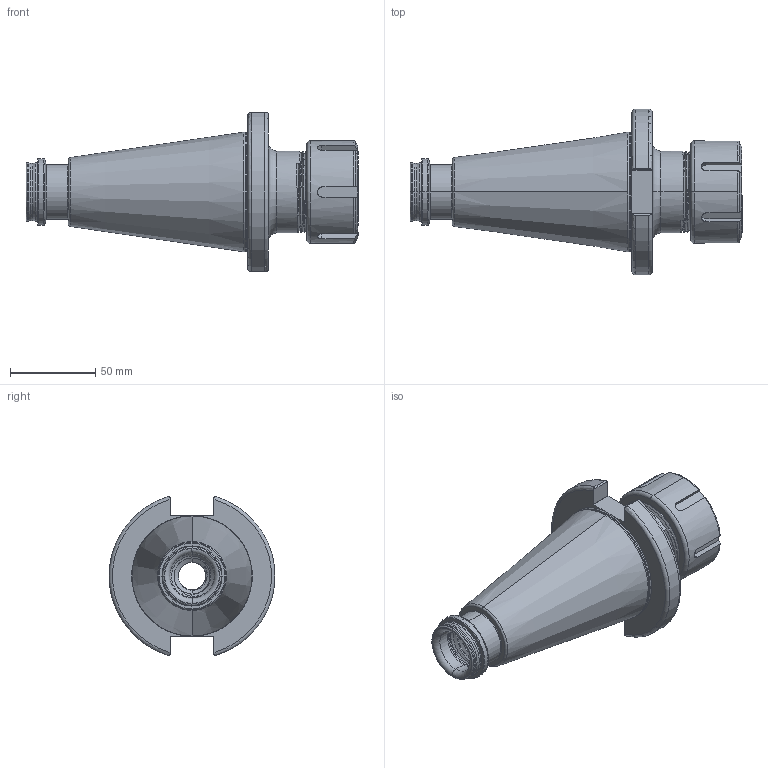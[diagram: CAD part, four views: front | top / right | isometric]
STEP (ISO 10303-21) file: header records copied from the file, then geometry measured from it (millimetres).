
FILE_DESCRIPTION (( 'STEP AP203' ), '1' );
FILE_NAME ('501.01.25.STEP', '2016-11-26T03:51:32', ( '' ), ( '' ), 'SwSTEP 2.0', 'SolidWorks 2012', '' );
FILE_SCHEMA (( 'CONFIG_CONTROL_DESIGN' ));
Length unit declared in the file: millimetre
Products named in the file (7): 501.01.25; OZ螺帽螺絲 M5; OZ25#200 3.96MM鋼珠; OZ25Y1; OZ25002PD; OZ25001PD
Assembly tree (40 placements, depth 3):
  501.01.25
    501.01.25
    OZ25Y1
      OZ25001PD
      OZ25002PD
      OZ螺帽螺絲 M5
      OZ25#200 3.96MM鋼珠  x35
Bounding box: 194.5 x 96.94 x 93.38 mm (x, y, z)
Volume: 386067.1 mm3; surface area: 83247 mm2
Topology: 39 solids, 39 shells, 436 faces, 1206 edges, 782 vertices
Faces by surface type: cylinder 153, sphere 70, torus 66, cone 59, plane 55, bspline 33
Entity records: 29412 total; most frequent: CARTESIAN_POINT 19561, ORIENTED_EDGE 1926, DIRECTION 1563, EDGE_CURVE 963, AXIS2_PLACEMENT_3D 647, VERTEX_POINT 609, EDGE_LOOP 380, FACE_OUTER_BOUND 368
